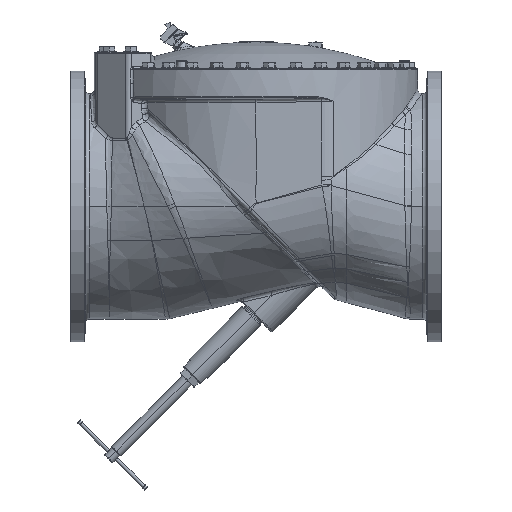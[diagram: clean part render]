
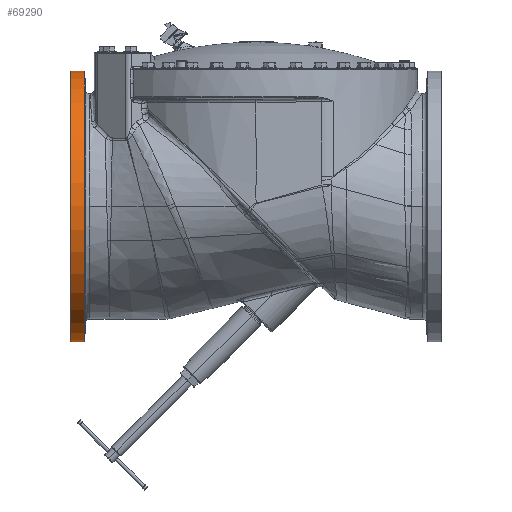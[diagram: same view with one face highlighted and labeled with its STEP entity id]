
A CAD part, top view. The second image highlights one B-rep face of the part: STEP entity #69290.
In plain terms, the highlighted cylindrical face has radius 584.2 mm (diameter 1168.4 mm), a partial arc.
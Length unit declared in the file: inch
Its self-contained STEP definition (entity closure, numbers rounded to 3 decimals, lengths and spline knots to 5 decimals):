
#8630=CARTESIAN_POINT('',(-31.5,0.,0.));
#8631=DIRECTION('',(1.,0.,0.));
#8632=DIRECTION('',(0.,1.,0.));
#8633=AXIS2_PLACEMENT_3D('',#8630,#8631,#8632);
#8635=CARTESIAN_POINT('',(-29.24834,0.,0.));
#8636=DIRECTION('',(-1.,0.,0.));
#8637=DIRECTION('',(0.,-1.,0.));
#8638=AXIS2_PLACEMENT_3D('',#8635,#8636,#8637);
#8965=DIRECTION('',(-1.,0.,0.));
#8966=VECTOR('',#8965,2.25166);
#8967=CARTESIAN_POINT('',(-29.24834,-23.,0.));
#8968=LINE('',#8967,#8966);
#8974=DIRECTION('',(-1.,0.,0.));
#8975=VECTOR('',#8974,2.25166);
#8976=CARTESIAN_POINT('',(-29.24834,23.,0.));
#8977=LINE('',#8976,#8975);
#64096=CARTESIAN_POINT('',(-31.5,23.,0.));
#64097=CARTESIAN_POINT('',(-31.5,-23.,0.));
#64098=VERTEX_POINT('',#64096);
#64099=VERTEX_POINT('',#64097);
#64490=CARTESIAN_POINT('',(-29.24834,23.,0.));
#64491=CARTESIAN_POINT('',(-29.24834,-23.,0.));
#64492=VERTEX_POINT('',#64490);
#64493=VERTEX_POINT('',#64491);
#69276=CARTESIAN_POINT('',(-35.1318,0.,0.));
#69277=DIRECTION('',(1.,0.,0.));
#69278=DIRECTION('',(0.,-1.,0.));
#69279=AXIS2_PLACEMENT_3D('',#69276,#69277,#69278);
#69280=CYLINDRICAL_SURFACE('',#69279,23.);
#69282=ORIENTED_EDGE('',*,*,#69281,.F.);
#69284=ORIENTED_EDGE('',*,*,#69283,.F.);
#69285=ORIENTED_EDGE('',*,*,#69259,.F.);
#69287=ORIENTED_EDGE('',*,*,#69286,.T.);
#69288=EDGE_LOOP('',(#69282,#69284,#69285,#69287));
#69289=FACE_OUTER_BOUND('',#69288,.F.);
#8634=CIRCLE('',#8633,23.);
#8639=CIRCLE('',#8638,23.);
#69259=EDGE_CURVE('',#64493,#64492,#8639,.T.);
#69281=EDGE_CURVE('',#64098,#64099,#8634,.T.);
#69283=EDGE_CURVE('',#64492,#64098,#8977,.T.);
#69286=EDGE_CURVE('',#64493,#64099,#8968,.T.);
#69290=ADVANCED_FACE('',(#69289),#69280,.T.);
